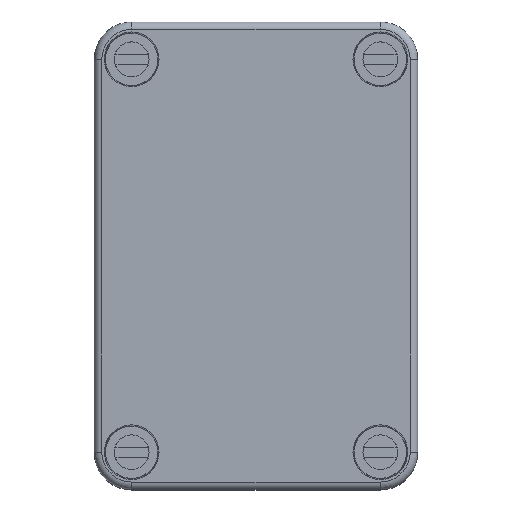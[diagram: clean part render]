
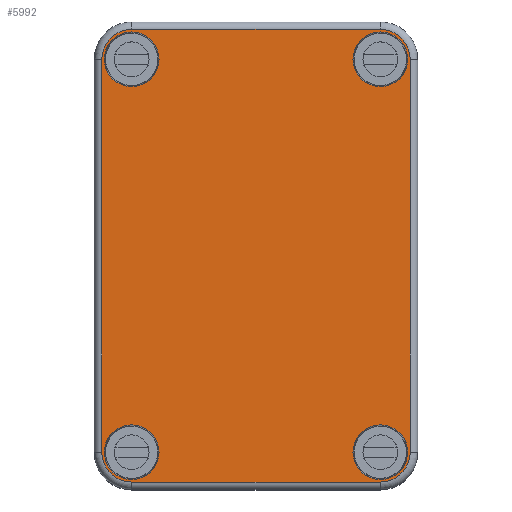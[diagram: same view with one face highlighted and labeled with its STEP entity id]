
A CAD part, top view. The second image highlights one B-rep face of the part: STEP entity #5992.
In plain terms, the highlighted planar face has unit normal (0, 0, 1).
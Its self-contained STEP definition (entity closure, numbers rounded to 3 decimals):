
#84 = VERTEX_POINT ( 'NONE', #2198 ) ;
#159 = DIRECTION ( 'NONE',  ( 0., 0., -1. ) ) ;
#248 = ORIENTED_EDGE ( 'NONE', *, *, #5803, .T. ) ;
#287 = CARTESIAN_POINT ( 'NONE',  ( -25., 39.5, 15. ) ) ;
#404 = AXIS2_PLACEMENT_3D ( 'NONE', #9595, #536, #11115 ) ;
#536 = DIRECTION ( 'NONE',  ( 0., 0., 1. ) ) ;
#571 = VERTEX_POINT ( 'NONE', #5184 ) ;
#667 = LINE ( 'NONE', #13463, #3758 ) ;
#722 = AXIS2_PLACEMENT_3D ( 'NONE', #8870, #19425, #10369 ) ;
#1233 = CARTESIAN_POINT ( 'NONE',  ( -25., -45.5, 15. ) ) ;
#1409 = EDGE_CURVE ( 'NONE', #5881, #18527, #3915, .T. ) ;
#1448 = CARTESIAN_POINT ( 'NONE',  ( 25., -39.5, 15. ) ) ;
#1607 = DIRECTION ( 'NONE',  ( 0., 0., -1. ) ) ;
#1652 = ORIENTED_EDGE ( 'NONE', *, *, #4422, .T. ) ;
#1799 = DIRECTION ( 'NONE',  ( -1., 0., 0. ) ) ;
#1877 = ORIENTED_EDGE ( 'NONE', *, *, #11780, .T. ) ;
#1892 = ORIENTED_EDGE ( 'NONE', *, *, #7705, .T. ) ;
#2163 = VECTOR ( 'NONE', #8765, 1000. ) ;
#2198 = CARTESIAN_POINT ( 'NONE',  ( 25., 45.5, 15. ) ) ;
#2487 = CIRCLE ( 'NONE', #17897, 5.5 ) ;
#2488 = CIRCLE ( 'NONE', #6850, 6. ) ;
#2582 = DIRECTION ( 'NONE',  ( 0., 0., -1. ) ) ;
#2773 = VERTEX_POINT ( 'NONE', #1233 ) ;
#2963 = CIRCLE ( 'NONE', #5852, 5.5 ) ;
#2986 = DIRECTION ( 'NONE',  ( -1., 0., 0. ) ) ;
#3099 = FACE_OUTER_BOUND ( 'NONE', #14426, .T. ) ;
#3106 = VERTEX_POINT ( 'NONE', #18457 ) ;
#3137 = DIRECTION ( 'NONE',  ( 0., 0., -1. ) ) ;
#3629 = CIRCLE ( 'NONE', #6206, 6. ) ;
#3671 = CARTESIAN_POINT ( 'NONE',  ( -31., 39.5, 15. ) ) ;
#3758 = VECTOR ( 'NONE', #17907, 1000. ) ;
#3788 = EDGE_CURVE ( 'NONE', #6503, #2773, #14070, .T. ) ;
#3855 = AXIS2_PLACEMENT_3D ( 'NONE', #3671, #18801, #9719 ) ;
#3906 = EDGE_CURVE ( 'NONE', #571, #7628, #3629, .T. ) ;
#3915 = CIRCLE ( 'NONE', #17441, 5.5 ) ;
#4404 = CARTESIAN_POINT ( 'NONE',  ( 25., -45.5, 15. ) ) ;
#4407 = CARTESIAN_POINT ( 'NONE',  ( 30.5, 39.5, 15. ) ) ;
#4422 = EDGE_CURVE ( 'NONE', #84, #5325, #14225, .T. ) ;
#4512 = ORIENTED_EDGE ( 'NONE', *, *, #13312, .F. ) ;
#4806 = ORIENTED_EDGE ( 'NONE', *, *, #16915, .F. ) ;
#4954 = DIRECTION ( 'NONE',  ( 0., 0., -1. ) ) ;
#5184 = CARTESIAN_POINT ( 'NONE',  ( 31., -39.5, 15. ) ) ;
#5325 = VERTEX_POINT ( 'NONE', #12496 ) ;
#5803 = EDGE_CURVE ( 'NONE', #15989, #9671, #13960, .T. ) ;
#5806 = VECTOR ( 'NONE', #11652, 1000. ) ;
#5852 = AXIS2_PLACEMENT_3D ( 'NONE', #12175, #3137, #13692 ) ;
#5881 = VERTEX_POINT ( 'NONE', #13952 ) ;
#5992 = ADVANCED_FACE ( 'NONE', ( #16082, #11121, #7100, #15142, #3099 ), #17246, .F. ) ;
#6206 = AXIS2_PLACEMENT_3D ( 'NONE', #1448, #12007, #2986 ) ;
#6233 = VERTEX_POINT ( 'NONE', #17773 ) ;
#6364 = CARTESIAN_POINT ( 'NONE',  ( 19.5, 39.5, 15. ) ) ;
#6404 = CIRCLE ( 'NONE', #19592, 5.5 ) ;
#6503 = VERTEX_POINT ( 'NONE', #7975 ) ;
#6717 = DIRECTION ( 'NONE',  ( 0., 0., -1. ) ) ;
#6850 = AXIS2_PLACEMENT_3D ( 'NONE', #9205, #159, #10718 ) ;
#6940 = LINE ( 'NONE', #18420, #18529 ) ;
#7027 = EDGE_CURVE ( 'NONE', #8606, #8801, #17480, .T. ) ;
#7060 = DIRECTION ( 'NONE',  ( 0., 0., -1. ) ) ;
#7100 = FACE_BOUND ( 'NONE', #7760, .T. ) ;
#7128 = CARTESIAN_POINT ( 'NONE',  ( -25., -39.5, 15. ) ) ;
#7510 = CARTESIAN_POINT ( 'NONE',  ( -19.5, -39.5, 15. ) ) ;
#7626 = CARTESIAN_POINT ( 'NONE',  ( -19.5, 39.5, 15. ) ) ;
#7628 = VERTEX_POINT ( 'NONE', #4404 ) ;
#7705 = EDGE_CURVE ( 'NONE', #8801, #8606, #18184, .T. ) ;
#7760 = EDGE_LOOP ( 'NONE', ( #12591, #17797 ) ) ;
#7975 = CARTESIAN_POINT ( 'NONE',  ( -31., -39.5, 15. ) ) ;
#8279 = ORIENTED_EDGE ( 'NONE', *, *, #13505, .F. ) ;
#8530 = ORIENTED_EDGE ( 'NONE', *, *, #9947, .T. ) ;
#8540 = ORIENTED_EDGE ( 'NONE', *, *, #3788, .T. ) ;
#8606 = VERTEX_POINT ( 'NONE', #4407 ) ;
#8665 = DIRECTION ( 'NONE',  ( 1., 0., 0. ) ) ;
#8765 = DIRECTION ( 'NONE',  ( -1., 0., 0. ) ) ;
#8801 = VERTEX_POINT ( 'NONE', #6364 ) ;
#8870 = CARTESIAN_POINT ( 'NONE',  ( 25., -39.5, 15. ) ) ;
#9000 = ORIENTED_EDGE ( 'NONE', *, *, #3906, .F. ) ;
#9205 = CARTESIAN_POINT ( 'NONE',  ( -25., 39.5, 15. ) ) ;
#9488 = CARTESIAN_POINT ( 'NONE',  ( -31., 39.5, 15. ) ) ;
#9595 = CARTESIAN_POINT ( 'NONE',  ( 25., 39.5, 15. ) ) ;
#9671 = VERTEX_POINT ( 'NONE', #17756 ) ;
#9719 = DIRECTION ( 'NONE',  ( -1., 0., 0. ) ) ;
#9930 = ORIENTED_EDGE ( 'NONE', *, *, #18366, .T. ) ;
#9947 = EDGE_CURVE ( 'NONE', #18527, #5881, #2487, .T. ) ;
#10129 = CARTESIAN_POINT ( 'NONE',  ( 19.5, -39.5, 15. ) ) ;
#10171 = ORIENTED_EDGE ( 'NONE', *, *, #13684, .T. ) ;
#10369 = DIRECTION ( 'NONE',  ( -1., 0., 0. ) ) ;
#10511 = EDGE_LOOP ( 'NONE', ( #248, #9930 ) ) ;
#10611 = AXIS2_PLACEMENT_3D ( 'NONE', #15770, #6717, #17270 ) ;
#10646 = CARTESIAN_POINT ( 'NONE',  ( 25., 39.5, 15. ) ) ;
#10718 = DIRECTION ( 'NONE',  ( -1., 0., 0. ) ) ;
#10854 = DIRECTION ( 'NONE',  ( 0., 0., -1. ) ) ;
#11115 = DIRECTION ( 'NONE',  ( 1., 0., 0. ) ) ;
#11121 = FACE_BOUND ( 'NONE', #10511, .T. ) ;
#11126 = ORIENTED_EDGE ( 'NONE', *, *, #1409, .T. ) ;
#11313 = AXIS2_PLACEMENT_3D ( 'NONE', #287, #10854, #1799 ) ;
#11609 = CARTESIAN_POINT ( 'NONE',  ( -25., -39.5, 15. ) ) ;
#11643 = AXIS2_PLACEMENT_3D ( 'NONE', #7128, #17704, #8665 ) ;
#11652 = DIRECTION ( 'NONE',  ( 0., -1., 0. ) ) ;
#11780 = EDGE_CURVE ( 'NONE', #13924, #6503, #667, .T. ) ;
#12007 = DIRECTION ( 'NONE',  ( 0., 0., -1. ) ) ;
#12172 = DIRECTION ( 'NONE',  ( -1., 0., 0. ) ) ;
#12175 = CARTESIAN_POINT ( 'NONE',  ( 25., -39.5, 15. ) ) ;
#12496 = CARTESIAN_POINT ( 'NONE',  ( -25., 45.5, 15. ) ) ;
#12591 = ORIENTED_EDGE ( 'NONE', *, *, #13480, .T. ) ;
#13139 = DIRECTION ( 'NONE',  ( -1., 0., 0. ) ) ;
#13177 = CARTESIAN_POINT ( 'NONE',  ( 31., 39.5, 15. ) ) ;
#13312 = EDGE_CURVE ( 'NONE', #3106, #571, #13823, .T. ) ;
#13463 = CARTESIAN_POINT ( 'NONE',  ( -31., 39.5, 15. ) ) ;
#13480 = EDGE_CURVE ( 'NONE', #6233, #18989, #2963, .T. ) ;
#13505 = EDGE_CURVE ( 'NONE', #13924, #5325, #2488, .T. ) ;
#13684 = EDGE_CURVE ( 'NONE', #3106, #84, #17437, .T. ) ;
#13692 = DIRECTION ( 'NONE',  ( -1., 0., 0. ) ) ;
#13823 = LINE ( 'NONE', #13177, #5806 ) ;
#13924 = VERTEX_POINT ( 'NONE', #9488 ) ;
#13952 = CARTESIAN_POINT ( 'NONE',  ( -30.5, -39.5, 15. ) ) ;
#13960 = CIRCLE ( 'NONE', #11313, 5.5 ) ;
#13985 = CIRCLE ( 'NONE', #722, 5.5 ) ;
#14003 = CARTESIAN_POINT ( 'NONE',  ( -25., -39.5, 15. ) ) ;
#14070 = CIRCLE ( 'NONE', #11643, 6. ) ;
#14225 = LINE ( 'NONE', #17814, #2163 ) ;
#14426 = EDGE_LOOP ( 'NONE', ( #9000, #4512, #10171, #1652, #8279, #1877, #8540, #4806 ) ) ;
#15142 = FACE_BOUND ( 'NONE', #16609, .T. ) ;
#15538 = DIRECTION ( 'NONE',  ( -1., 0., 0. ) ) ;
#15770 = CARTESIAN_POINT ( 'NONE',  ( 25., 39.5, 15. ) ) ;
#15989 = VERTEX_POINT ( 'NONE', #7626 ) ;
#16082 = FACE_BOUND ( 'NONE', #18762, .T. ) ;
#16096 = CARTESIAN_POINT ( 'NONE',  ( -25., 39.5, 15. ) ) ;
#16609 = EDGE_LOOP ( 'NONE', ( #17986, #1892 ) ) ;
#16915 = EDGE_CURVE ( 'NONE', #7628, #2773, #6940, .T. ) ;
#17246 = PLANE ( 'NONE',  #3855 ) ;
#17270 = DIRECTION ( 'NONE',  ( -1., 0., 0. ) ) ;
#17437 = CIRCLE ( 'NONE', #404, 6. ) ;
#17441 = AXIS2_PLACEMENT_3D ( 'NONE', #14003, #4954, #15538 ) ;
#17480 = CIRCLE ( 'NONE', #10611, 5.5 ) ;
#17624 = DIRECTION ( 'NONE',  ( -1., 0., 0. ) ) ;
#17704 = DIRECTION ( 'NONE',  ( 0., 0., 1. ) ) ;
#17756 = CARTESIAN_POINT ( 'NONE',  ( -30.5, 39.5, 15. ) ) ;
#17773 = CARTESIAN_POINT ( 'NONE',  ( 30.5, -39.5, 15. ) ) ;
#17797 = ORIENTED_EDGE ( 'NONE', *, *, #17839, .T. ) ;
#17814 = CARTESIAN_POINT ( 'NONE',  ( 25., 45.5, 15. ) ) ;
#17839 = EDGE_CURVE ( 'NONE', #18989, #6233, #13985, .T. ) ;
#17897 = AXIS2_PLACEMENT_3D ( 'NONE', #11609, #2582, #13139 ) ;
#17907 = DIRECTION ( 'NONE',  ( 0., -1., 0. ) ) ;
#17970 = AXIS2_PLACEMENT_3D ( 'NONE', #10646, #1607, #12172 ) ;
#17986 = ORIENTED_EDGE ( 'NONE', *, *, #7027, .T. ) ;
#18184 = CIRCLE ( 'NONE', #17970, 5.5 ) ;
#18366 = EDGE_CURVE ( 'NONE', #9671, #15989, #6404, .T. ) ;
#18420 = CARTESIAN_POINT ( 'NONE',  ( 25., -45.5, 15. ) ) ;
#18457 = CARTESIAN_POINT ( 'NONE',  ( 31., 39.5, 15. ) ) ;
#18472 = DIRECTION ( 'NONE',  ( -1., 0., 0. ) ) ;
#18527 = VERTEX_POINT ( 'NONE', #7510 ) ;
#18529 = VECTOR ( 'NONE', #18472, 1000. ) ;
#18762 = EDGE_LOOP ( 'NONE', ( #8530, #11126 ) ) ;
#18801 = DIRECTION ( 'NONE',  ( 0., 0., -1. ) ) ;
#18989 = VERTEX_POINT ( 'NONE', #10129 ) ;
#19425 = DIRECTION ( 'NONE',  ( 0., 0., -1. ) ) ;
#19592 = AXIS2_PLACEMENT_3D ( 'NONE', #16096, #7060, #17624 ) ;
